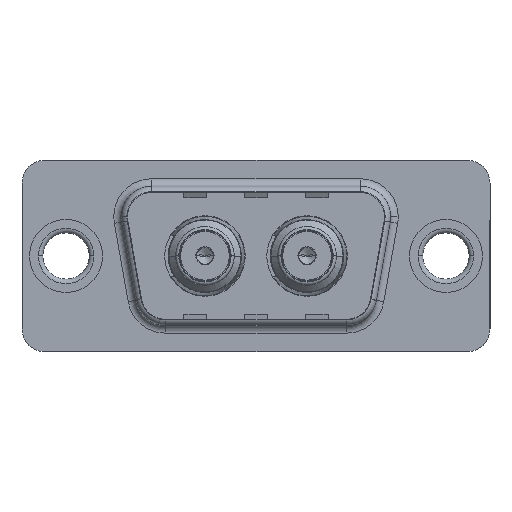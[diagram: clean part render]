
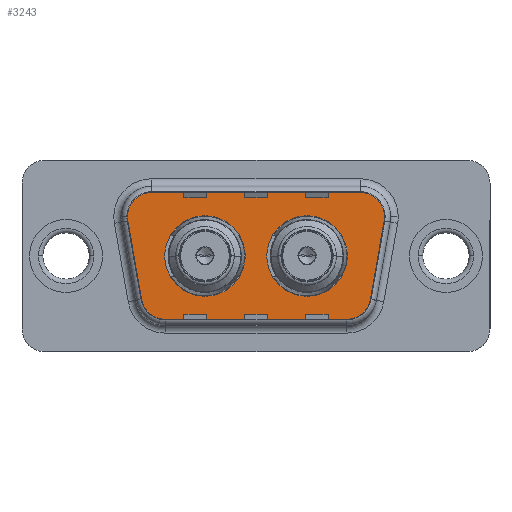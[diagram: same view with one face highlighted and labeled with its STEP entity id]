
A CAD part, top view. The second image highlights one B-rep face of the part: STEP entity #3243.
In plain terms, the highlighted planar face has unit normal (0, 0, 1).
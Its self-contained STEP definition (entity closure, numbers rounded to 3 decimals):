
#72 = FACE_BOUND ( 'NONE', #8297, .T. ) ;
#496 = ORIENTED_EDGE ( 'NONE', *, *, #8278, .T. ) ;
#553 = CIRCLE ( 'NONE', #3344, 2.65 ) ;
#579 = DIRECTION ( 'NONE',  ( -1., 0., 0. ) ) ;
#628 = CARTESIAN_POINT ( 'NONE',  ( 13.21, 0., 0. ) ) ;
#741 = LINE ( 'NONE', #11153, #3079 ) ;
#805 = AXIS2_PLACEMENT_3D ( 'NONE', #12548, #6530, #579 ) ;
#895 = ORIENTED_EDGE ( 'NONE', *, *, #8416, .T. ) ;
#1097 = CARTESIAN_POINT ( 'NONE',  ( 4.489, -3.247, 0. ) ) ;
#1283 = VERTEX_POINT ( 'NONE', #9420 ) ;
#1454 = EDGE_CURVE ( 'NONE', #11579, #2375, #12598, .T. ) ;
#1547 = VERTEX_POINT ( 'NONE', #6736 ) ;
#1626 = CARTESIAN_POINT ( 'NONE',  ( 15.86, 0., 0. ) ) ;
#1895 = VERTEX_POINT ( 'NONE', #8354 ) ;
#1958 = CARTESIAN_POINT ( 'NONE',  ( 19.564, 2.9, 0. ) ) ;
#2022 = DIRECTION ( 'NONE',  ( 1., 0., 0. ) ) ;
#2134 = CARTESIAN_POINT ( 'NONE',  ( 3.466, 2.553, 0. ) ) ;
#2153 = EDGE_CURVE ( 'NONE', #2375, #11579, #5679, .T. ) ;
#2375 = VERTEX_POINT ( 'NONE', #4016 ) ;
#2435 = AXIS2_PLACEMENT_3D ( 'NONE', #8980, #8934, #2022 ) ;
#2754 = CIRCLE ( 'NONE', #6564, 2. ) ;
#2943 = DIRECTION ( 'NONE',  ( -1., 0., 0. ) ) ;
#2952 = CIRCLE ( 'NONE', #8810, 2. ) ;
#3026 = VERTEX_POINT ( 'NONE', #5987 ) ;
#3079 = VECTOR ( 'NONE', #9774, 1000. ) ;
#3091 = CARTESIAN_POINT ( 'NONE',  ( 9.14, 0., 0. ) ) ;
#3117 = DIRECTION ( 'NONE',  ( 0.174, -0.985, 0. ) ) ;
#3188 = DIRECTION ( 'NONE',  ( 0., 0., 1. ) ) ;
#3243 = ADVANCED_FACE ( 'NONE', ( #10658, #72, #5369 ), #6749, .T. ) ;
#3344 = AXIS2_PLACEMENT_3D ( 'NONE', #9137, #3188, #10145 ) ;
#3443 = EDGE_CURVE ( 'NONE', #8602, #10467, #8637, .T. ) ;
#3694 = CARTESIAN_POINT ( 'NONE',  ( 19.564, 4.9, 0. ) ) ;
#3741 = CARTESIAN_POINT ( 'NONE',  ( 18.541, -2.9, 0. ) ) ;
#3846 = CIRCLE ( 'NONE', #805, 2. ) ;
#3891 = ORIENTED_EDGE ( 'NONE', *, *, #10542, .T. ) ;
#4004 = CARTESIAN_POINT ( 'NONE',  ( 21.534, 2.553, 0. ) ) ;
#4016 = CARTESIAN_POINT ( 'NONE',  ( 18.51, 0., 0. ) ) ;
#4086 = ORIENTED_EDGE ( 'NONE', *, *, #1454, .F. ) ;
#4223 = DIRECTION ( 'NONE',  ( 0., 0., 1. ) ) ;
#4259 = ORIENTED_EDGE ( 'NONE', *, *, #6999, .T. ) ;
#4400 = VECTOR ( 'NONE', #3117, 1000. ) ;
#4857 = ORIENTED_EDGE ( 'NONE', *, *, #10702, .T. ) ;
#4945 = VECTOR ( 'NONE', #12801, 1000. ) ;
#5269 = LINE ( 'NONE', #11792, #4945 ) ;
#5369 = FACE_OUTER_BOUND ( 'NONE', #11054, .T. ) ;
#5434 = CARTESIAN_POINT ( 'NONE',  ( 21.564, 2.9, 0. ) ) ;
#5612 = VECTOR ( 'NONE', #5751, 1000. ) ;
#5679 = CIRCLE ( 'NONE', #9913, 2.65 ) ;
#5706 = DIRECTION ( 'NONE',  ( 0., 0., 1. ) ) ;
#5751 = DIRECTION ( 'NONE',  ( 0.174, 0.985, 0. ) ) ;
#5798 = CARTESIAN_POINT ( 'NONE',  ( 21.534, 2.553, 0. ) ) ;
#5987 = CARTESIAN_POINT ( 'NONE',  ( 3.466, 2.553, 0. ) ) ;
#6187 = VERTEX_POINT ( 'NONE', #3694 ) ;
#6428 = AXIS2_PLACEMENT_3D ( 'NONE', #3091, #8454, #8176 ) ;
#6530 = DIRECTION ( 'NONE',  ( 0., 0., 1. ) ) ;
#6564 = AXIS2_PLACEMENT_3D ( 'NONE', #10204, #4223, #11208 ) ;
#6566 = DIRECTION ( 'NONE',  ( 0., 0., 1. ) ) ;
#6572 = ORIENTED_EDGE ( 'NONE', *, *, #8593, .T. ) ;
#6666 = AXIS2_PLACEMENT_3D ( 'NONE', #3741, #6703, #12499 ) ;
#6703 = DIRECTION ( 'NONE',  ( 0., 0., 1. ) ) ;
#6736 = CARTESIAN_POINT ( 'NONE',  ( 20.511, -3.247, 0. ) ) ;
#6749 = PLANE ( 'NONE',  #6666 ) ;
#6783 = CARTESIAN_POINT ( 'NONE',  ( 11.79, 0., 0. ) ) ;
#6791 = DIRECTION ( 'NONE',  ( 0., 0., 1. ) ) ;
#6999 = EDGE_CURVE ( 'NONE', #1283, #1547, #2952, .T. ) ;
#7204 = VERTEX_POINT ( 'NONE', #4004 ) ;
#7341 = LINE ( 'NONE', #2134, #4400 ) ;
#7379 = AXIS2_PLACEMENT_3D ( 'NONE', #11713, #5706, #12740 ) ;
#7384 = CARTESIAN_POINT ( 'NONE',  ( 18.541, -2.9, 0. ) ) ;
#7416 = ORIENTED_EDGE ( 'NONE', *, *, #2153, .F. ) ;
#7607 = DIRECTION ( 'NONE',  ( 1., 0., 0. ) ) ;
#7699 = CARTESIAN_POINT ( 'NONE',  ( 6.49, 0., 0. ) ) ;
#8161 = AXIS2_PLACEMENT_3D ( 'NONE', #1958, #8904, #2943 ) ;
#8176 = DIRECTION ( 'NONE',  ( 1., 0., 0. ) ) ;
#8278 = EDGE_CURVE ( 'NONE', #6187, #8886, #741, .T. ) ;
#8287 = CIRCLE ( 'NONE', #8161, 2. ) ;
#8297 = EDGE_LOOP ( 'NONE', ( #10624, #12041 ) ) ;
#8354 = CARTESIAN_POINT ( 'NONE',  ( 6.459, -4.9, 0. ) ) ;
#8416 = EDGE_CURVE ( 'NONE', #11905, #1895, #3846, .T. ) ;
#8454 = DIRECTION ( 'NONE',  ( 0., 0., 1. ) ) ;
#8593 = EDGE_CURVE ( 'NONE', #1895, #1283, #5269, .T. ) ;
#8602 = VERTEX_POINT ( 'NONE', #6783 ) ;
#8637 = CIRCLE ( 'NONE', #6428, 2.65 ) ;
#8810 = AXIS2_PLACEMENT_3D ( 'NONE', #7384, #6566, #11922 ) ;
#8886 = VERTEX_POINT ( 'NONE', #10151 ) ;
#8901 = EDGE_CURVE ( 'NONE', #7204, #9676, #2754, .T. ) ;
#8904 = DIRECTION ( 'NONE',  ( 0., 0., 1. ) ) ;
#8934 = DIRECTION ( 'NONE',  ( 0., 0., 1. ) ) ;
#8980 = CARTESIAN_POINT ( 'NONE',  ( 15.86, 0., 0. ) ) ;
#9137 = CARTESIAN_POINT ( 'NONE',  ( 9.14, 0., 0. ) ) ;
#9215 = ORIENTED_EDGE ( 'NONE', *, *, #11722, .T. ) ;
#9420 = CARTESIAN_POINT ( 'NONE',  ( 18.541, -4.9, 0. ) ) ;
#9676 = VERTEX_POINT ( 'NONE', #5434 ) ;
#9774 = DIRECTION ( 'NONE',  ( -1., 0., 0. ) ) ;
#9913 = AXIS2_PLACEMENT_3D ( 'NONE', #1626, #6791, #7607 ) ;
#10128 = EDGE_CURVE ( 'NONE', #10467, #8602, #553, .T. ) ;
#10145 = DIRECTION ( 'NONE',  ( 1., 0., 0. ) ) ;
#10151 = CARTESIAN_POINT ( 'NONE',  ( 5.436, 4.9, 0. ) ) ;
#10201 = ORIENTED_EDGE ( 'NONE', *, *, #11648, .T. ) ;
#10204 = CARTESIAN_POINT ( 'NONE',  ( 19.564, 2.9, 0. ) ) ;
#10467 = VERTEX_POINT ( 'NONE', #7699 ) ;
#10542 = EDGE_CURVE ( 'NONE', #9676, #6187, #8287, .T. ) ;
#10624 = ORIENTED_EDGE ( 'NONE', *, *, #3443, .F. ) ;
#10658 = FACE_BOUND ( 'NONE', #12852, .T. ) ;
#10702 = EDGE_CURVE ( 'NONE', #3026, #11905, #7341, .T. ) ;
#10919 = CIRCLE ( 'NONE', #7379, 2. ) ;
#11054 = EDGE_LOOP ( 'NONE', ( #4259, #9215, #11249, #3891, #496, #10201, #4857, #895, #6572 ) ) ;
#11153 = CARTESIAN_POINT ( 'NONE',  ( 5.436, 4.9, 0. ) ) ;
#11208 = DIRECTION ( 'NONE',  ( -1., 0., 0. ) ) ;
#11249 = ORIENTED_EDGE ( 'NONE', *, *, #8901, .T. ) ;
#11579 = VERTEX_POINT ( 'NONE', #628 ) ;
#11648 = EDGE_CURVE ( 'NONE', #8886, #3026, #10919, .T. ) ;
#11713 = CARTESIAN_POINT ( 'NONE',  ( 5.436, 2.9, 0. ) ) ;
#11722 = EDGE_CURVE ( 'NONE', #1547, #7204, #12664, .T. ) ;
#11792 = CARTESIAN_POINT ( 'NONE',  ( 6.459, -4.9, 0. ) ) ;
#11905 = VERTEX_POINT ( 'NONE', #1097 ) ;
#11922 = DIRECTION ( 'NONE',  ( 1., 0., 0. ) ) ;
#12041 = ORIENTED_EDGE ( 'NONE', *, *, #10128, .F. ) ;
#12499 = DIRECTION ( 'NONE',  ( 1., 0., 0. ) ) ;
#12548 = CARTESIAN_POINT ( 'NONE',  ( 6.459, -2.9, 0. ) ) ;
#12598 = CIRCLE ( 'NONE', #2435, 2.65 ) ;
#12664 = LINE ( 'NONE', #5798, #5612 ) ;
#12740 = DIRECTION ( 'NONE',  ( 1., 0., 0. ) ) ;
#12801 = DIRECTION ( 'NONE',  ( 1., 0., 0. ) ) ;
#12852 = EDGE_LOOP ( 'NONE', ( #7416, #4086 ) ) ;
